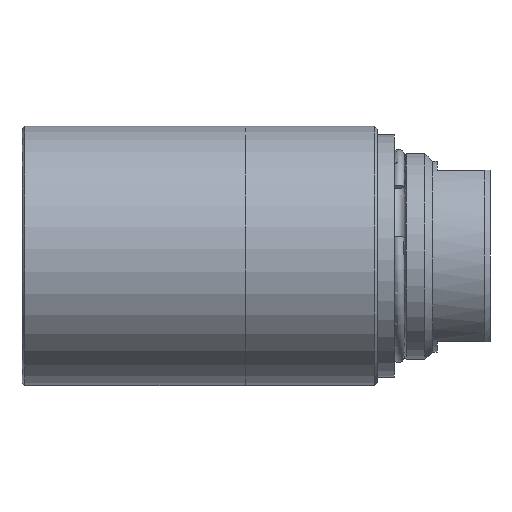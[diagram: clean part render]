
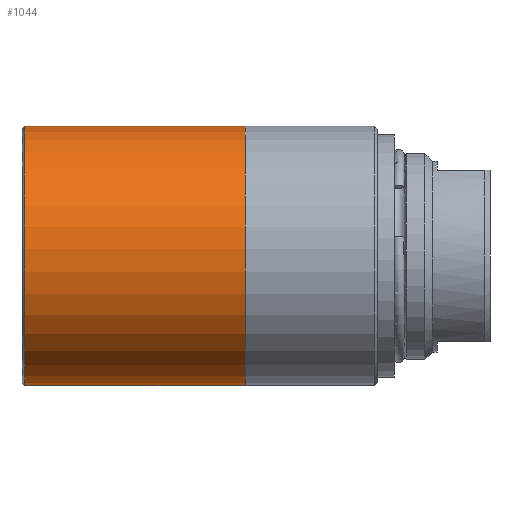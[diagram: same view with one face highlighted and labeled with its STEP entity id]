
A CAD part, front view. The second image highlights one B-rep face of the part: STEP entity #1044.
In plain terms, the highlighted cylindrical face has radius 25.019 mm (diameter 50.038 mm), a full revolution.
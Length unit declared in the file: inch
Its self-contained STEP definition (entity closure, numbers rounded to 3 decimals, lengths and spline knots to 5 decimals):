
#84=FACE_BOUND('',#263,.T.);
#128=CIRCLE('',#1142,0.985);
#129=CIRCLE('',#1144,0.985);
#151=CYLINDRICAL_SURFACE('',#1143,0.985);
#196=FACE_OUTER_BOUND('',#262,.T.);
#262=EDGE_LOOP('',(#882));
#263=EDGE_LOOP('',(#883));
#508=VERTEX_POINT('',#1847);
#509=VERTEX_POINT('',#1850);
#641=EDGE_CURVE('',#508,#508,#128,.T.);
#642=EDGE_CURVE('',#509,#509,#129,.T.);
#882=ORIENTED_EDGE('',*,*,#642,.F.);
#883=ORIENTED_EDGE('',*,*,#641,.T.);
#1044=ADVANCED_FACE('',(#196,#84),#151,.T.);
#1142=AXIS2_PLACEMENT_3D('',#1848,#1385,#1386);
#1143=AXIS2_PLACEMENT_3D('',#1849,#1387,#1388);
#1144=AXIS2_PLACEMENT_3D('',#1851,#1389,#1390);
#1385=DIRECTION('center_axis',(1.,0.,0.));
#1386=DIRECTION('ref_axis',(0.,0.999,-0.05));
#1387=DIRECTION('center_axis',(1.,0.,0.));
#1388=DIRECTION('ref_axis',(0.,0.999,-0.05));
#1389=DIRECTION('center_axis',(1.,0.,0.));
#1390=DIRECTION('ref_axis',(0.,0.999,-0.05));
#1847=CARTESIAN_POINT('',(-1.46142,0.98374,-0.04971));
#1848=CARTESIAN_POINT('Origin',(-1.46142,0.,
0.));
#1849=CARTESIAN_POINT('Origin',(-0.62442,0.,
0.));
#1850=CARTESIAN_POINT('',(0.21258,0.98374,-0.04971));
#1851=CARTESIAN_POINT('Origin',(0.21258,0.,
0.));
